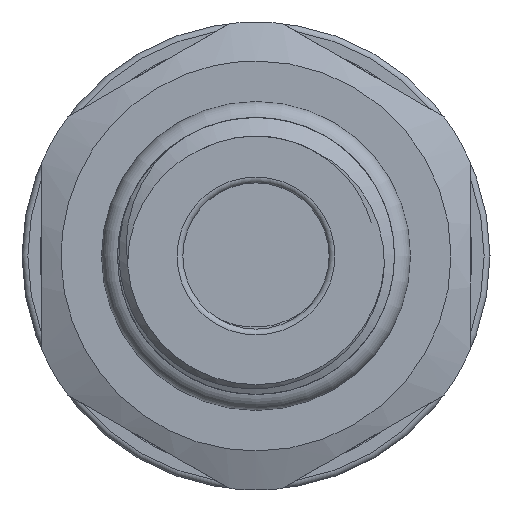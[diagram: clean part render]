
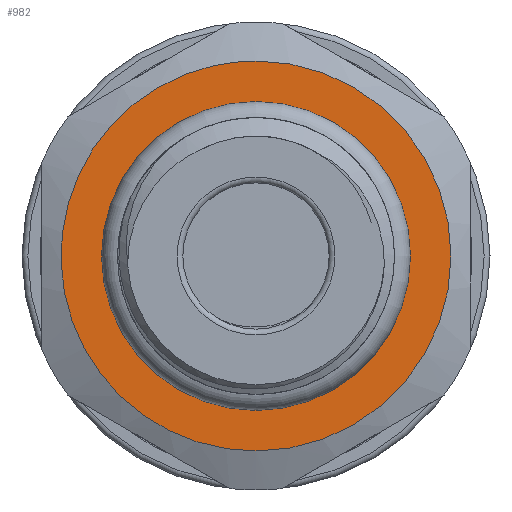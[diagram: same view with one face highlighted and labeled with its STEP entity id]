
A CAD part, left-side view. The second image highlights one B-rep face of the part: STEP entity #982.
In plain terms, the highlighted planar face has unit normal (-1, 0, 0).
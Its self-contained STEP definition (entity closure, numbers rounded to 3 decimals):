
#917=CARTESIAN_POINT('',(-31.47,0.,0.));
#918=DIRECTION('',(0.,0.5,-0.866));
#919=DIRECTION('',(1.,-0.,0.));
#920=AXIS2_PLACEMENT_3D('',#917,#919,#918);
#921=PLANE('',#920);
#922=CARTESIAN_POINT('',(-31.47,0.,-10.));
#923=VERTEX_POINT('',#922);
#924=CARTESIAN_POINT('',(-31.47,0.,10.));
#925=VERTEX_POINT('',#924);
#926=CARTESIAN_POINT('',(-31.47,0.,-10.));
#927=CARTESIAN_POINT('',(-31.47,0.985,-10.));
#928=CARTESIAN_POINT('',(-31.47,1.951,-9.808));
#929=CARTESIAN_POINT('',(-31.47,2.917,-9.616));
#930=CARTESIAN_POINT('',(-31.47,3.827,-9.239));
#931=CARTESIAN_POINT('',(-31.47,4.737,-8.862));
#932=CARTESIAN_POINT('',(-31.47,5.556,-8.315));
#933=CARTESIAN_POINT('',(-31.47,6.375,-7.768));
#934=CARTESIAN_POINT('',(-31.47,7.071,-7.071));
#935=CARTESIAN_POINT('',(-31.47,7.768,-6.375));
#936=CARTESIAN_POINT('',(-31.47,8.315,-5.556));
#937=CARTESIAN_POINT('',(-31.47,8.862,-4.737));
#938=CARTESIAN_POINT('',(-31.47,9.239,-3.827));
#939=CARTESIAN_POINT('',(-31.47,9.616,-2.917));
#940=CARTESIAN_POINT('',(-31.47,9.808,-1.951));
#941=CARTESIAN_POINT('',(-31.47,10.,-0.985));
#942=CARTESIAN_POINT('',(-31.47,10.,0.));
#943=CARTESIAN_POINT('',(-31.47,10.,0.985));
#944=CARTESIAN_POINT('',(-31.47,9.808,1.951));
#945=CARTESIAN_POINT('',(-31.47,9.616,2.917));
#946=CARTESIAN_POINT('',(-31.47,9.239,3.827));
#947=CARTESIAN_POINT('',(-31.47,8.862,4.737));
#948=CARTESIAN_POINT('',(-31.47,8.315,5.556));
#949=CARTESIAN_POINT('',(-31.47,7.768,6.375));
#950=CARTESIAN_POINT('',(-31.47,7.071,7.071));
#951=CARTESIAN_POINT('',(-31.47,6.375,7.768));
#952=CARTESIAN_POINT('',(-31.47,5.556,8.315));
#953=CARTESIAN_POINT('',(-31.47,4.737,8.862));
#954=CARTESIAN_POINT('',(-31.47,3.827,9.239));
#955=CARTESIAN_POINT('',(-31.47,2.917,9.616));
#956=CARTESIAN_POINT('',(-31.47,1.951,9.808));
#957=CARTESIAN_POINT('',(-31.47,0.985,10.));
#958=CARTESIAN_POINT('',(-31.47,0.,10.));
#959=B_SPLINE_CURVE_WITH_KNOTS('',2,(#926,#927,#928,#929,#930,#931,#932,#933,#934,#935,#936,#937,#938,#939,#940,#941,#942,#943,#944,#945,#946,#947,#948,#949,#950,#951,#952,#953,#954,#955,#956,#957,#958),.UNSPECIFIED.,.F.,.U.,(3,2,2,2,2,2,2,2,2,2,2,2,2,2,2,2,3),(0.5,0.531,0.563,0.594,0.625,0.656,0.688,0.719,0.75,0.781,0.813,0.844,0.875,0.906,0.938,0.969,1.),.UNSPECIFIED.);
#960=EDGE_CURVE('',#923,#925,#959,.T.);
#961=ORIENTED_EDGE('E5504',*,*,#960,.T.);
#962=CARTESIAN_POINT('',(-31.47,0.,0.));
#963=DIRECTION('',(0.,0.,1.));
#964=DIRECTION('',(1.,0.,0.));
#965=AXIS2_PLACEMENT_3D('',#962,#964,#963);
#966=CIRCLE('',#965,10.);
#967=EDGE_CURVE('',#925,#923,#966,.T.);
#968=ORIENTED_EDGE('E5279',*,*,#967,.T.);
#969=EDGE_LOOP('',(#961,#968));
#970=FACE_OUTER_BOUND('',#969,.F.);
#971=CARTESIAN_POINT('',(-31.47,0.,-7.42));
#972=VERTEX_POINT('',#971);
#973=CARTESIAN_POINT('',(-31.47,0.,0.));
#974=DIRECTION('',(0.,0.,-1.));
#975=DIRECTION('',(-1.,0.,0.));
#976=AXIS2_PLACEMENT_3D('',#973,#975,#974);
#977=CIRCLE('',#976,7.42);
#978=EDGE_CURVE('',#972,#972,#977,.T.);
#979=ORIENTED_EDGE('E5392',*,*,#978,.T.);
#980=EDGE_LOOP('',(#979));
#981=FACE_BOUND('',#980,.F.);
#982=ADVANCED_FACE('F2028',(#970,#981),#921,.F.);
